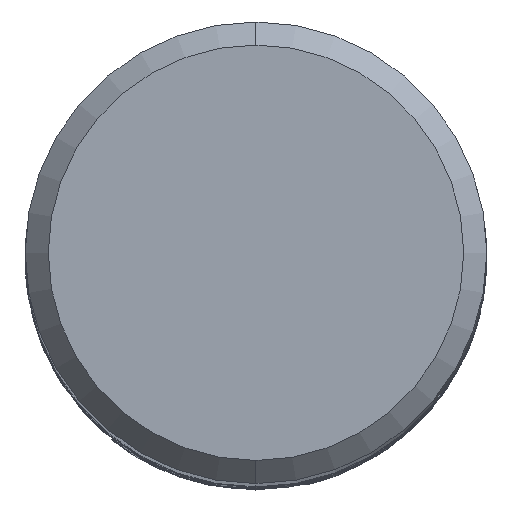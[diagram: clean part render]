
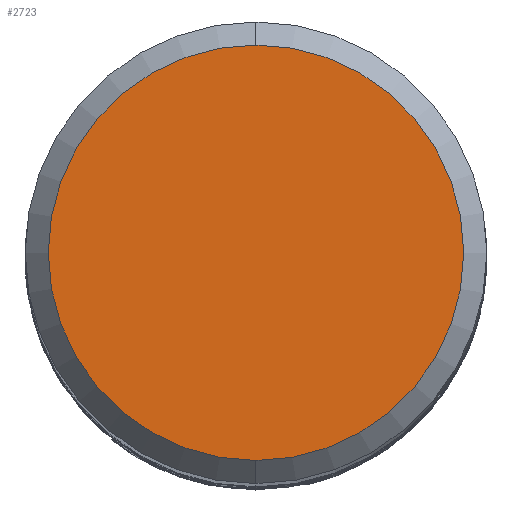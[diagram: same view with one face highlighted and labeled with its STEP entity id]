
A CAD part, top view. The second image highlights one B-rep face of the part: STEP entity #2723.
In plain terms, the highlighted planar face has unit normal (0, 0, 1).
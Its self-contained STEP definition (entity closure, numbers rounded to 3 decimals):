
#1265=EDGE_CURVE('',#1331,#2063,#3651,.T.);
#1331=VERTEX_POINT('',#3724);
#2063=VERTEX_POINT('',#4518);
#2723=ADVANCED_FACE('',(#5245),#5246,.T.);
#3361=EDGE_CURVE('',#2063,#1331,#5935,.T.);
#3651=CIRCLE('',#6859,5.4);
#3724=CARTESIAN_POINT('',(0.0,5.4,0.0));
#4518=CARTESIAN_POINT('',(0.,-5.4,0.0));
#5245=FACE_OUTER_BOUND('',#27772,.T.);
#5246=PLANE('',#27773);
#5935=CIRCLE('',#36526,5.4);
#6859=AXIS2_PLACEMENT_3D('',#39242,#39243,#39244);
#27772=EDGE_LOOP('',(#41004,#41005));
#27773=AXIS2_PLACEMENT_3D('',#41006,#41007,#41008);
#36526=AXIS2_PLACEMENT_3D('',#41712,#41713,#41714);
#39242=CARTESIAN_POINT('',(0.0,0.0,0.0));
#39243=DIRECTION('',(0.0,0.0,-1.0));
#39244=DIRECTION('',(0.0,1.0,0.0));
#41004=ORIENTED_EDGE('',*,*,#1265,.F.);
#41005=ORIENTED_EDGE('',*,*,#3361,.F.);
#41006=CARTESIAN_POINT('',(0.0,2.7,0.0));
#41007=DIRECTION('',(-0.0,0.0,1.0));
#41008=DIRECTION('',(0.0,-1.0,0.0));
#41712=CARTESIAN_POINT('',(0.0,0.0,0.0));
#41713=DIRECTION('',(0.0,0.0,-1.0));
#41714=DIRECTION('',(0.0,1.0,0.0));
